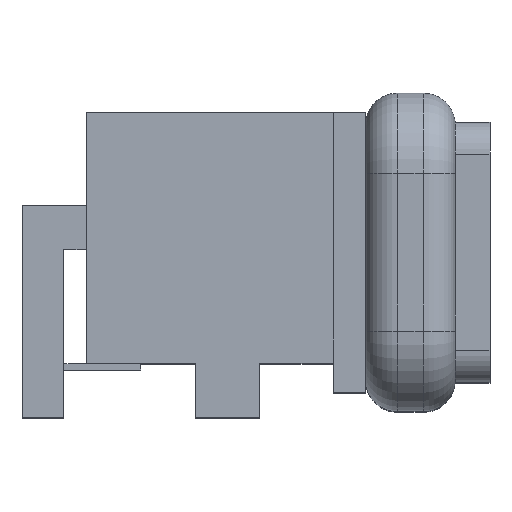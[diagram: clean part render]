
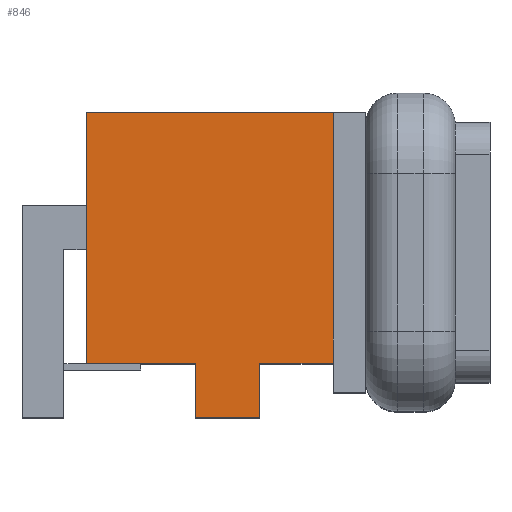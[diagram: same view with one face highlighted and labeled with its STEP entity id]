
A CAD part, top view. The second image highlights one B-rep face of the part: STEP entity #846.
In plain terms, the highlighted planar face has unit normal (0, 0, 1).
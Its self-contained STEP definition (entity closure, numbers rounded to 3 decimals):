
#11 = VECTOR ( 'NONE', #706, 1000. ) ;
#44 = EDGE_CURVE ( 'NONE', #805, #116, #2039, .T. ) ;
#103 = DIRECTION ( 'NONE',  ( 0., -1., 0. ) ) ;
#116 = VERTEX_POINT ( 'NONE', #371 ) ;
#175 = EDGE_CURVE ( 'NONE', #1206, #1448, #1686, .T. ) ;
#183 = DIRECTION ( 'NONE',  ( -1., 0., 0. ) ) ;
#198 = EDGE_CURVE ( 'NONE', #1123, #2728, #2592, .T. ) ;
#206 = VECTOR ( 'NONE', #103, 1000. ) ;
#220 = CARTESIAN_POINT ( 'NONE',  ( 3.85, -2.169, 4.348 ) ) ;
#305 = CARTESIAN_POINT ( 'NONE',  ( 0., 1.741, 4.348 ) ) ;
#314 = CARTESIAN_POINT ( 'NONE',  ( 3.85, 1.741, 4.348 ) ) ;
#366 = VECTOR ( 'NONE', #1624, 1000. ) ;
#371 = CARTESIAN_POINT ( 'NONE',  ( 2.7, -3.019, 4.348 ) ) ;
#391 = CARTESIAN_POINT ( 'NONE',  ( 2.7, -2.169, 4.348 ) ) ;
#453 = EDGE_CURVE ( 'NONE', #1123, #1206, #2314, .T. ) ;
#561 = VECTOR ( 'NONE', #1061, 1000. ) ;
#590 = DIRECTION ( 'NONE',  ( -1., 0., 0. ) ) ;
#601 = DIRECTION ( 'NONE',  ( -1., 0., 0. ) ) ;
#644 = ORIENTED_EDGE ( 'NONE', *, *, #175, .F. ) ;
#687 = ORIENTED_EDGE ( 'NONE', *, *, #3036, .T. ) ;
#698 = LINE ( 'NONE', #220, #11 ) ;
#702 = DIRECTION ( 'NONE',  ( 0., 0., -1. ) ) ;
#706 = DIRECTION ( 'NONE',  ( -1., 0., 0. ) ) ;
#805 = VERTEX_POINT ( 'NONE', #1096 ) ;
#846 = ADVANCED_FACE ( 'NONE', ( #2166 ), #950, .F. ) ;
#950 = PLANE ( 'NONE',  #976 ) ;
#976 = AXIS2_PLACEMENT_3D ( 'NONE', #1399, #702, #183 ) ;
#1011 = ORIENTED_EDGE ( 'NONE', *, *, #453, .F. ) ;
#1054 = DIRECTION ( 'NONE',  ( 1., 0., 0. ) ) ;
#1061 = DIRECTION ( 'NONE',  ( 0., -1., 0. ) ) ;
#1096 = CARTESIAN_POINT ( 'NONE',  ( 1.7, -3.019, 4.348 ) ) ;
#1123 = VERTEX_POINT ( 'NONE', #2546 ) ;
#1206 = VERTEX_POINT ( 'NONE', #2038 ) ;
#1337 = CARTESIAN_POINT ( 'NONE',  ( 3.85, 1.741, 4.348 ) ) ;
#1350 = LINE ( 'NONE', #1690, #2047 ) ;
#1389 = VECTOR ( 'NONE', #1054, 1000. ) ;
#1391 = VERTEX_POINT ( 'NONE', #1606 ) ;
#1399 = CARTESIAN_POINT ( 'NONE',  ( 3.85, 1.741, 4.348 ) ) ;
#1415 = ORIENTED_EDGE ( 'NONE', *, *, #1628, .F. ) ;
#1448 = VERTEX_POINT ( 'NONE', #391 ) ;
#1450 = ORIENTED_EDGE ( 'NONE', *, *, #1468, .F. ) ;
#1468 = EDGE_CURVE ( 'NONE', #805, #2358, #1476, .T. ) ;
#1476 = LINE ( 'NONE', #2833, #366 ) ;
#1606 = CARTESIAN_POINT ( 'NONE',  ( 0., -2.169, 4.348 ) ) ;
#1624 = DIRECTION ( 'NONE',  ( 0., 1., 0. ) ) ;
#1628 = EDGE_CURVE ( 'NONE', #2358, #1391, #698, .T. ) ;
#1686 = LINE ( 'NONE', #2080, #2354 ) ;
#1690 = CARTESIAN_POINT ( 'NONE',  ( 2.7, -4.039, 4.348 ) ) ;
#1767 = ORIENTED_EDGE ( 'NONE', *, *, #44, .T. ) ;
#1871 = EDGE_CURVE ( 'NONE', #2728, #1391, #2259, .T. ) ;
#2038 = CARTESIAN_POINT ( 'NONE',  ( 3.85, -2.169, 4.348 ) ) ;
#2039 = LINE ( 'NONE', #2042, #1389 ) ;
#2042 = CARTESIAN_POINT ( 'NONE',  ( 2.7, -3.019, 4.348 ) ) ;
#2047 = VECTOR ( 'NONE', #2782, 1000. ) ;
#2080 = CARTESIAN_POINT ( 'NONE',  ( 3.85, -2.169, 4.348 ) ) ;
#2083 = VECTOR ( 'NONE', #601, 1000. ) ;
#2166 = FACE_OUTER_BOUND ( 'NONE', #2495, .T. ) ;
#2221 = ORIENTED_EDGE ( 'NONE', *, *, #198, .T. ) ;
#2259 = LINE ( 'NONE', #305, #206 ) ;
#2294 = CARTESIAN_POINT ( 'NONE',  ( 0., 1.741, 4.348 ) ) ;
#2314 = LINE ( 'NONE', #314, #561 ) ;
#2354 = VECTOR ( 'NONE', #590, 1000. ) ;
#2358 = VERTEX_POINT ( 'NONE', #3135 ) ;
#2495 = EDGE_LOOP ( 'NONE', ( #2700, #1415, #1450, #1767, #687, #644, #1011, #2221 ) ) ;
#2546 = CARTESIAN_POINT ( 'NONE',  ( 3.85, 1.741, 4.348 ) ) ;
#2592 = LINE ( 'NONE', #1337, #2083 ) ;
#2700 = ORIENTED_EDGE ( 'NONE', *, *, #1871, .T. ) ;
#2728 = VERTEX_POINT ( 'NONE', #2294 ) ;
#2782 = DIRECTION ( 'NONE',  ( 0., 1., 0. ) ) ;
#2833 = CARTESIAN_POINT ( 'NONE',  ( 1.7, -4.039, 4.348 ) ) ;
#3036 = EDGE_CURVE ( 'NONE', #116, #1448, #1350, .T. ) ;
#3135 = CARTESIAN_POINT ( 'NONE',  ( 1.7, -2.169, 4.348 ) ) ;
